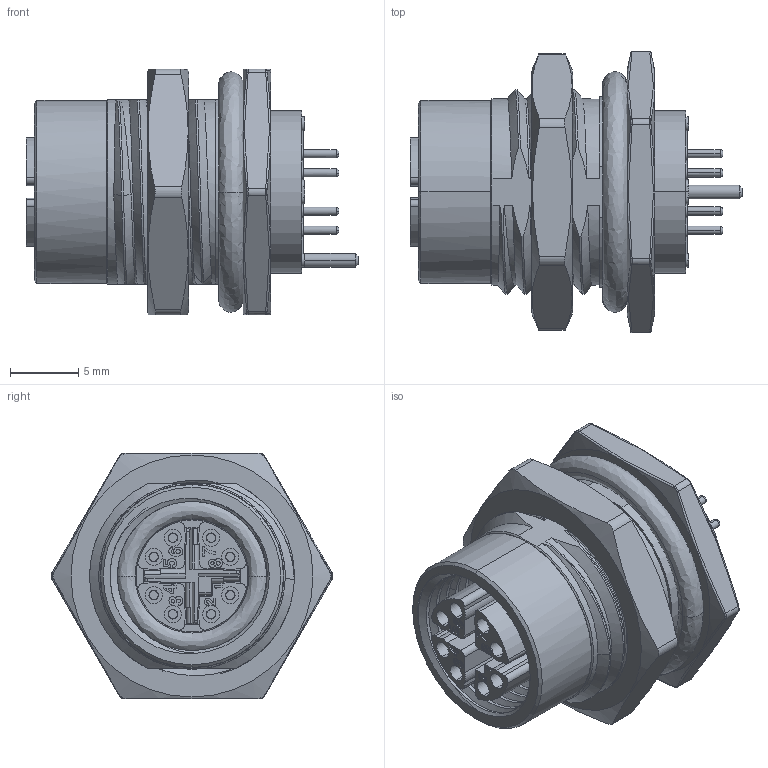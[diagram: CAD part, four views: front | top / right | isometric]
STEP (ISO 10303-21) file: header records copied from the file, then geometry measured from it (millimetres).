
FILE_DESCRIPTION (( 'STEP AP214' ), '1' );
FILE_NAME ('M12PCB-8XF-M16F_3D.step', '2025-07-29T18:44:27', ( '' ), ( '' ), 'SwSTEP 2.0', 'SolidWorks 2022', '' );
FILE_SCHEMA (( 'AUTOMOTIVE_DESIGN' ));
Length unit declared in the file: millimetre
Products named in the file (1): M12PCB-8XF-M16F_3D
Bounding box: 24.3 x 20.63 x 18 mm (x, y, z)
Volume: 3078.4 mm3; surface area: 3951.8 mm2
Topology: 2 solids, 2 shells, 845 faces, 2353 edges, 1561 vertices
Faces by surface type: plane 303, cylinder 270, bspline 229, cone 43
Entity records: 43233 total; most frequent: CARTESIAN_POINT 15242, ORIENTED_EDGE 4706, DIRECTION 3440, EDGE_CURVE 2353, VERTEX_POINT 1561, AXIS2_PLACEMENT_3D 1227, VECTOR 986, LINE 986
